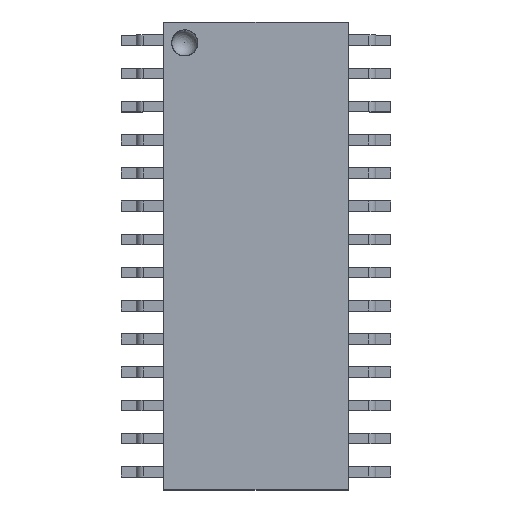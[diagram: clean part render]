
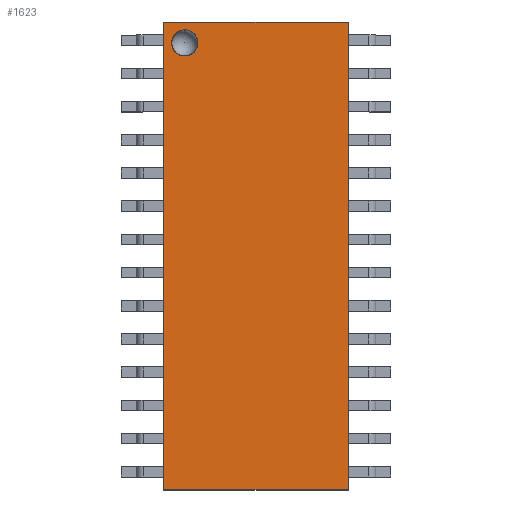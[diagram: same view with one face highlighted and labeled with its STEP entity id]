
A CAD part, top view. The second image highlights one B-rep face of the part: STEP entity #1623.
In plain terms, the highlighted planar face has unit normal (0, 0, 1).
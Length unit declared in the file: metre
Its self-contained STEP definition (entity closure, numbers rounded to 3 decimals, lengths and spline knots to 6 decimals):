
#1623 = ADVANCED_FACE( '', ( #4341, #4342 ), #4343, .T. );
#4341 = FACE_BOUND( '', #7963, .T. );
#4342 = FACE_OUTER_BOUND( '', #7964, .T. );
#4343 = PLANE( '', #7965 );
#7963 = EDGE_LOOP( '', ( #12566 ) );
#7964 = EDGE_LOOP( '', ( #12567, #12568, #12569, #12570 ) );
#7965 = AXIS2_PLACEMENT_3D( '', #12571, #12572, #12573 );
#12566 = ORIENTED_EDGE( '', *, *, #16347, .T. );
#12567 = ORIENTED_EDGE( '', *, *, #16348, .T. );
#12568 = ORIENTED_EDGE( '', *, *, #16349, .T. );
#12569 = ORIENTED_EDGE( '', *, *, #16333, .T. );
#12570 = ORIENTED_EDGE( '', *, *, #16350, .T. );
#12571 = CARTESIAN_POINT( '', ( -0.00353, -0.008953, 0.00254 ) );
#12572 = DIRECTION( '', ( 0., 0., 1. ) );
#12573 = DIRECTION( '', ( 1., 0., 0. ) );
#16333 = EDGE_CURVE( '', #16695, #16699, #16701, .T. );
#16347 = EDGE_CURVE( '', #16715, #16715, #16716, .T. );
#16348 = EDGE_CURVE( '', #16717, #16718, #16719, .T. );
#16349 = EDGE_CURVE( '', #16718, #16695, #16720, .T. );
#16350 = EDGE_CURVE( '', #16699, #16717, #16721, .T. );
#16695 = VERTEX_POINT( '', #17067 );
#16699 = VERTEX_POINT( '', #17073 );
#16701 = B_SPLINE_CURVE_WITH_KNOTS( '', 1, ( #17076, #17077 ), .UNSPECIFIED., .F., .F., ( 2, 2 ), ( 0., 1. ), .UNSPECIFIED. );
#16715 = VERTEX_POINT( '', #17091 );
#16716 = B_SPLINE_CURVE_WITH_KNOTS( '', 3, ( #17092, #17093, #17094, #17095, #17096, #17097, #17098, #17099, #17100, #17101, #17102, #17103, #17104, #17105, #17106, #17107, #17108, #17109, #17110 ), .UNSPECIFIED., .T., .F., ( 2, 1, 1, 1, 1, 1, 1, 1, 1, 1, 1, 1, 1, 1, 1, 1, 1, 1, 1, 1, 2 ), ( -0.125, -0.0625, 0., 0.0625, 0.125, 0.1875, 0.25, 0.3125, 0.375, 0.4375, 0.5, 0.5625, 0.625, 0.6875, 0.75, 0.8125, 0.875, 0.9375, 1., 1.0625, 1.125 ), .UNSPECIFIED. );
#16717 = VERTEX_POINT( '', #17111 );
#16718 = VERTEX_POINT( '', #17112 );
#16719 = B_SPLINE_CURVE_WITH_KNOTS( '', 1, ( #17113, #17114 ), .UNSPECIFIED., .F., .F., ( 2, 2 ), ( 0., 1. ), .UNSPECIFIED. );
#16720 = B_SPLINE_CURVE_WITH_KNOTS( '', 1, ( #17115, #17116 ), .UNSPECIFIED., .F., .F., ( 2, 2 ), ( 0., 1. ), .UNSPECIFIED. );
#16721 = B_SPLINE_CURVE_WITH_KNOTS( '', 1, ( #17117, #17118 ), .UNSPECIFIED., .F., .F., ( 2, 2 ), ( 0., 1. ), .UNSPECIFIED. );
#17067 = CARTESIAN_POINT( '', ( -0.00353, 0.008953, 0.00254 ) );
#17073 = CARTESIAN_POINT( '', ( -0.00353, -0.008953, 0.00254 ) );
#17076 = CARTESIAN_POINT( '', ( -0.00353, 0.008953, 0.00254 ) );
#17077 = CARTESIAN_POINT( '', ( -0.00353, -0.008953, 0.00254 ) );
#17091 = CARTESIAN_POINT( '', ( -0.00223, 0.008153, 0.00254 ) );
#17092 = CARTESIAN_POINT( '', ( -0.002256, 0.008349, 0.00254 ) );
#17093 = CARTESIAN_POINT( '', ( -0.002217, 0.008153, 0.00254 ) );
#17094 = CARTESIAN_POINT( '', ( -0.002256, 0.007956, 0.00254 ) );
#17095 = CARTESIAN_POINT( '', ( -0.002367, 0.00779, 0.00254 ) );
#17096 = CARTESIAN_POINT( '', ( -0.002534, 0.007679, 0.00254 ) );
#17097 = CARTESIAN_POINT( '', ( -0.00273, 0.007639, 0.00254 ) );
#17098 = CARTESIAN_POINT( '', ( -0.002926, 0.007679, 0.00254 ) );
#17099 = CARTESIAN_POINT( '', ( -0.003093, 0.00779, 0.00254 ) );
#17100 = CARTESIAN_POINT( '', ( -0.003204, 0.007956, 0.00254 ) );
#17101 = CARTESIAN_POINT( '', ( -0.003243, 0.008153, 0.00254 ) );
#17102 = CARTESIAN_POINT( '', ( -0.003204, 0.008349, 0.00254 ) );
#17103 = CARTESIAN_POINT( '', ( -0.003093, 0.008515, 0.00254 ) );
#17104 = CARTESIAN_POINT( '', ( -0.002926, 0.008626, 0.00254 ) );
#17105 = CARTESIAN_POINT( '', ( -0.00273, 0.008666, 0.00254 ) );
#17106 = CARTESIAN_POINT( '', ( -0.002534, 0.008626, 0.00254 ) );
#17107 = CARTESIAN_POINT( '', ( -0.002367, 0.008515, 0.00254 ) );
#17108 = CARTESIAN_POINT( '', ( -0.002256, 0.008349, 0.00254 ) );
#17109 = CARTESIAN_POINT( '', ( -0.002217, 0.008153, 0.00254 ) );
#17110 = CARTESIAN_POINT( '', ( -0.002256, 0.007956, 0.00254 ) );
#17111 = CARTESIAN_POINT( '', ( 0.00353, -0.008953, 0.00254 ) );
#17112 = CARTESIAN_POINT( '', ( 0.00353, 0.008953, 0.00254 ) );
#17113 = CARTESIAN_POINT( '', ( 0.00353, -0.008953, 0.00254 ) );
#17114 = CARTESIAN_POINT( '', ( 0.00353, 0.008953, 0.00254 ) );
#17115 = CARTESIAN_POINT( '', ( 0.00353, 0.008953, 0.00254 ) );
#17116 = CARTESIAN_POINT( '', ( -0.00353, 0.008953, 0.00254 ) );
#17117 = CARTESIAN_POINT( '', ( -0.00353, -0.008953, 0.00254 ) );
#17118 = CARTESIAN_POINT( '', ( 0.00353, -0.008953, 0.00254 ) );
